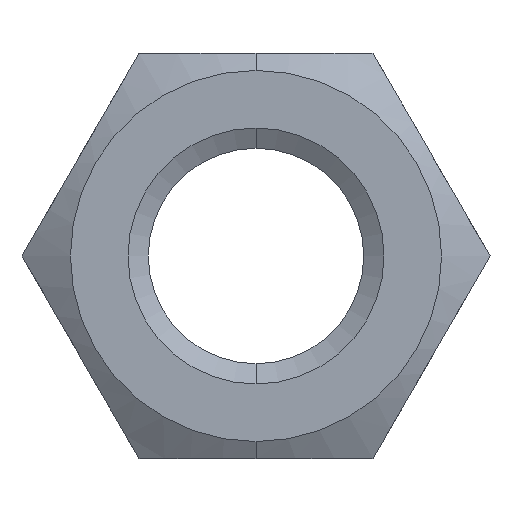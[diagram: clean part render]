
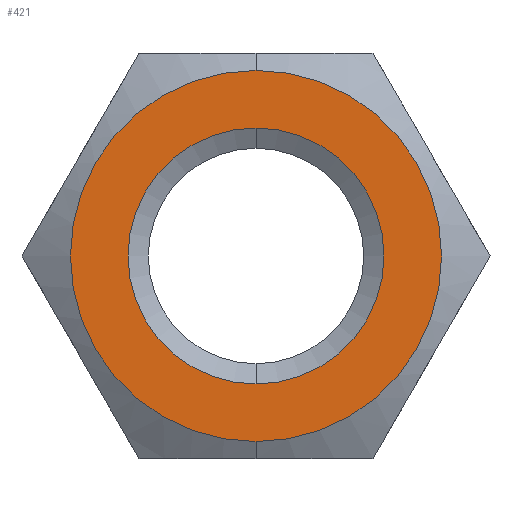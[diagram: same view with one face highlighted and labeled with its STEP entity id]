
A CAD part, left-side view. The second image highlights one B-rep face of the part: STEP entity #421.
In plain terms, the highlighted planar face has unit normal (-1, 0, 0).
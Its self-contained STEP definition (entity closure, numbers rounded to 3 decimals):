
#8 = DIRECTION ( 'NONE',  ( 0., 0., -1. ) ) ;
#17 = CARTESIAN_POINT ( 'NONE',  ( 0., 0., -6. ) ) ;
#44 = CARTESIAN_POINT ( 'NONE',  ( 0., 0., 0. ) ) ;
#100 = CIRCLE ( 'NONE', #563, 6. ) ;
#101 = DIRECTION ( 'NONE',  ( 0., 0., -1. ) ) ;
#109 = AXIS2_PLACEMENT_3D ( 'NONE', #779, #403, #602 ) ;
#139 = EDGE_LOOP ( 'NONE', ( #257, #319 ) ) ;
#144 = CARTESIAN_POINT ( 'NONE',  ( 0., 0., 8.7 ) ) ;
#145 = CARTESIAN_POINT ( 'NONE',  ( 0., 0., 6. ) ) ;
#161 = PLANE ( 'NONE',  #451 ) ;
#206 = CIRCLE ( 'NONE', #396, 8.7 ) ;
#234 = FACE_BOUND ( 'NONE', #337, .T. ) ;
#243 = CARTESIAN_POINT ( 'NONE',  ( 0., 0., -8.7 ) ) ;
#257 = ORIENTED_EDGE ( 'NONE', *, *, #712, .F. ) ;
#268 = DIRECTION ( 'NONE',  ( 0., 0., -1. ) ) ;
#279 = CIRCLE ( 'NONE', #555, 8.7 ) ;
#319 = ORIENTED_EDGE ( 'NONE', *, *, #661, .F. ) ;
#337 = EDGE_LOOP ( 'NONE', ( #369, #461 ) ) ;
#354 = CIRCLE ( 'NONE', #109, 6. ) ;
#359 = VERTEX_POINT ( 'NONE', #144 ) ;
#366 = EDGE_CURVE ( 'NONE', #782, #800, #354, .T. ) ;
#369 = ORIENTED_EDGE ( 'NONE', *, *, #805, .T. ) ;
#380 = CARTESIAN_POINT ( 'NONE',  ( 0., 0., 0. ) ) ;
#385 = DIRECTION ( 'NONE',  ( 1., 0., 0. ) ) ;
#396 = AXIS2_PLACEMENT_3D ( 'NONE', #719, #400, #268 ) ;
#400 = DIRECTION ( 'NONE',  ( 1., 0., 0. ) ) ;
#403 = DIRECTION ( 'NONE',  ( 1., 0., 0. ) ) ;
#404 = CARTESIAN_POINT ( 'NONE',  ( 0., 0., 0. ) ) ;
#421 = ADVANCED_FACE ( 'NONE', ( #234, #734 ), #161, .F. ) ;
#425 = DIRECTION ( 'NONE',  ( 1., 0., 0. ) ) ;
#451 = AXIS2_PLACEMENT_3D ( 'NONE', #44, #425, #101 ) ;
#461 = ORIENTED_EDGE ( 'NONE', *, *, #366, .T. ) ;
#514 = VERTEX_POINT ( 'NONE', #243 ) ;
#555 = AXIS2_PLACEMENT_3D ( 'NONE', #380, #385, #8 ) ;
#563 = AXIS2_PLACEMENT_3D ( 'NONE', #404, #600, #726 ) ;
#600 = DIRECTION ( 'NONE',  ( 1., 0., 0. ) ) ;
#602 = DIRECTION ( 'NONE',  ( 0., 0., 1. ) ) ;
#661 = EDGE_CURVE ( 'NONE', #359, #514, #279, .T. ) ;
#712 = EDGE_CURVE ( 'NONE', #514, #359, #206, .T. ) ;
#719 = CARTESIAN_POINT ( 'NONE',  ( 0., 0., 0. ) ) ;
#726 = DIRECTION ( 'NONE',  ( 0., 0., 1. ) ) ;
#734 = FACE_OUTER_BOUND ( 'NONE', #139, .T. ) ;
#779 = CARTESIAN_POINT ( 'NONE',  ( 0., 0., 0. ) ) ;
#782 = VERTEX_POINT ( 'NONE', #17 ) ;
#800 = VERTEX_POINT ( 'NONE', #145 ) ;
#805 = EDGE_CURVE ( 'NONE', #800, #782, #100, .T. ) ;
